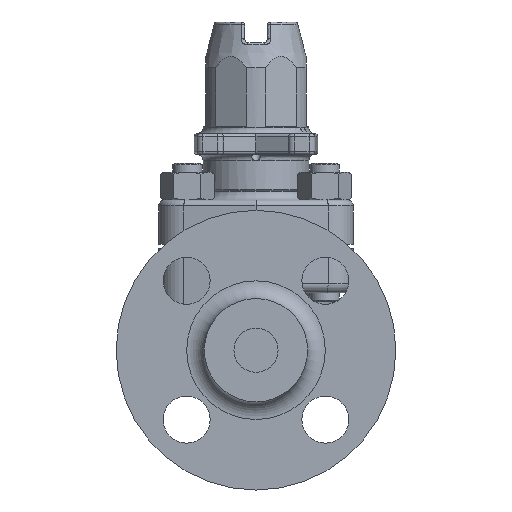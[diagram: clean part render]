
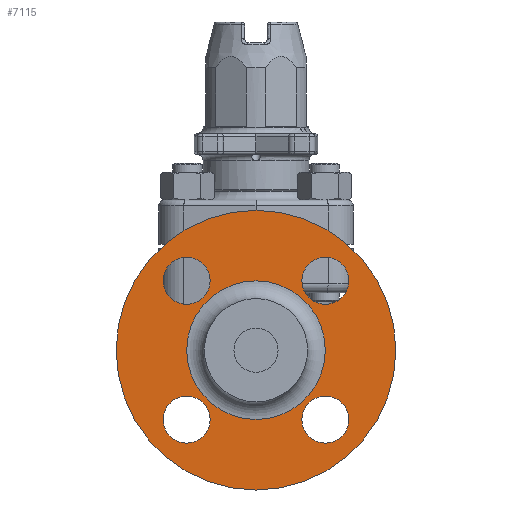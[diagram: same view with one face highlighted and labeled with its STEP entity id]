
A CAD part, left-side view. The second image highlights one B-rep face of the part: STEP entity #7115.
In plain terms, the highlighted planar face has unit normal (-1, 0, 0).
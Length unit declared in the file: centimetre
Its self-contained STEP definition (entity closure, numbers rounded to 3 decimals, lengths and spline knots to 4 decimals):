
#1254=FACE_BOUND('',#2314,.T.);
#1255=FACE_BOUND('',#2315,.T.);
#1256=FACE_BOUND('',#2316,.T.);
#1257=FACE_BOUND('',#2317,.T.);
#1258=FACE_BOUND('',#2318,.T.);
#1763=FACE_OUTER_BOUND('',#2313,.T.);
#2313=EDGE_LOOP('',(#5852));
#2314=EDGE_LOOP('',(#5853));
#2315=EDGE_LOOP('',(#5854));
#2316=EDGE_LOOP('',(#5855));
#2317=EDGE_LOOP('',(#5856));
#2318=EDGE_LOOP('',(#5857));
#2850=CIRCLE('',#7892,2.355);
#2852=CIRCLE('',#7896,4.75);
#2853=CIRCLE('',#7897,0.8);
#2854=CIRCLE('',#7898,0.8);
#2855=CIRCLE('',#7899,0.8);
#2856=CIRCLE('',#7900,0.8);
#3344=VERTEX_POINT('',#12603);
#3346=VERTEX_POINT('',#12609);
#3347=VERTEX_POINT('',#12611);
#3348=VERTEX_POINT('',#12613);
#3349=VERTEX_POINT('',#12615);
#3350=VERTEX_POINT('',#12617);
#4227=EDGE_CURVE('',#3344,#3344,#2850,.T.);
#4229=EDGE_CURVE('',#3346,#3346,#2852,.T.);
#4230=EDGE_CURVE('',#3347,#3347,#2853,.T.);
#4231=EDGE_CURVE('',#3348,#3348,#2854,.T.);
#4232=EDGE_CURVE('',#3349,#3349,#2855,.T.);
#4233=EDGE_CURVE('',#3350,#3350,#2856,.T.);
#5852=ORIENTED_EDGE('',*,*,#4229,.F.);
#5853=ORIENTED_EDGE('',*,*,#4230,.T.);
#5854=ORIENTED_EDGE('',*,*,#4231,.T.);
#5855=ORIENTED_EDGE('',*,*,#4232,.T.);
#5856=ORIENTED_EDGE('',*,*,#4233,.T.);
#5857=ORIENTED_EDGE('',*,*,#4227,.F.);
#6729=PLANE('',#7895);
#7115=ADVANCED_FACE('',(#1763,#1254,#1255,#1256,#1257,#1258),#6729,.F.);
#7892=AXIS2_PLACEMENT_3D('',#12604,#9586,#9587);
#7895=AXIS2_PLACEMENT_3D('',#12608,#9592,#9593);
#7896=AXIS2_PLACEMENT_3D('',#12610,#9594,#9595);
#7897=AXIS2_PLACEMENT_3D('',#12612,#9596,#9597);
#7898=AXIS2_PLACEMENT_3D('',#12614,#9598,#9599);
#7899=AXIS2_PLACEMENT_3D('',#12616,#9600,#9601);
#7900=AXIS2_PLACEMENT_3D('',#12618,#9602,#9603);
#9586=DIRECTION('center_axis',(-1.,0.,0.));
#9587=DIRECTION('ref_axis',(0.,0.,1.));
#9592=DIRECTION('center_axis',(1.,0.,0.));
#9593=DIRECTION('ref_axis',(0.,0.,-1.));
#9594=DIRECTION('center_axis',(1.,0.,0.));
#9595=DIRECTION('ref_axis',(0.,0.,1.));
#9596=DIRECTION('center_axis',(1.,0.,0.));
#9597=DIRECTION('ref_axis',(0.,0.,1.));
#9598=DIRECTION('center_axis',(1.,0.,0.));
#9599=DIRECTION('ref_axis',(0.,-1.,0.));
#9600=DIRECTION('center_axis',(1.,0.,0.));
#9601=DIRECTION('ref_axis',(0.,0.,-1.));
#9602=DIRECTION('center_axis',(1.,0.,0.));
#9603=DIRECTION('ref_axis',(0.,1.,0.));
#12603=CARTESIAN_POINT('',(-7.719,-0.0109,-2.355));
#12604=CARTESIAN_POINT('Origin',(-7.719,-0.0109,
0.));
#12608=CARTESIAN_POINT('Origin',(-7.719,-0.0109,
0.));
#12609=CARTESIAN_POINT('',(-7.719,-0.0109,-4.75));
#12610=CARTESIAN_POINT('Origin',(-7.719,-0.0109,
0.));
#12611=CARTESIAN_POINT('',(-7.719,2.3473,1.5582));
#12612=CARTESIAN_POINT('Origin',(-7.719,2.3473,2.3582));
#12613=CARTESIAN_POINT('',(-7.719,-1.5691,2.3582));
#12614=CARTESIAN_POINT('Origin',(-7.719,-2.3691,2.3582));
#12615=CARTESIAN_POINT('',(-7.719,-2.3691,-1.5582));
#12616=CARTESIAN_POINT('Origin',(-7.719,-2.3691,-2.3582));
#12617=CARTESIAN_POINT('',(-7.719,1.5473,-2.3582));
#12618=CARTESIAN_POINT('Origin',(-7.719,2.3473,-2.3582));
